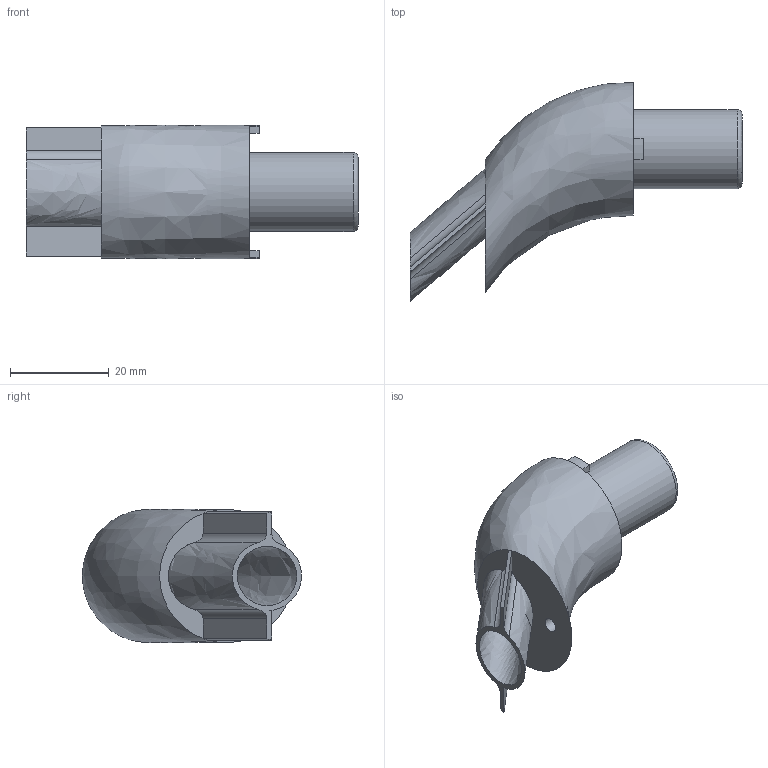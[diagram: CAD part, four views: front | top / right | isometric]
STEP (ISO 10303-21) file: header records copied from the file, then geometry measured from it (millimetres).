
FILE_DESCRIPTION(/* description */ (''),/* implementation_level */ '2;1');
FILE_NAME(/* name */ 'goulot.stp',/* time_stamp */ '2016-05-26T09:22:29+02:00',/* author */ ('Ropert'),/* organization */ (''),/* preprocessor_version */ 'ST-DEVELOPER v16.1',/* originating_system */ 'Autodesk Inventor 2016',/* authorisation */ '');
FILE_SCHEMA (('AUTOMOTIVE_DESIGN { 1 0 10303 214 3 1 1 }'));
Length unit declared in the file: millimetre
Products named in the file (1): goulot
Bounding box: 67.24 x 44.38 x 27 mm (x, y, z)
Volume: 14425 mm3; surface area: 9120.3 mm2
Topology: 1 solids, 1 shells, 40 faces, 91 edges, 56 vertices
Faces by surface type: plane 21, cylinder 9, bspline 9, torus 1
Full cylindrical faces by diameter (mm): 3 x1, 14 x1, 16 x1
Entity records: 1332 total; most frequent: CARTESIAN_POINT 435, DIRECTION 186, ORIENTED_EDGE 174, EDGE_CURVE 86, AXIS2_PLACEMENT_3D 73, VERTEX_POINT 55, EDGE_LOOP 49, LINE 40
